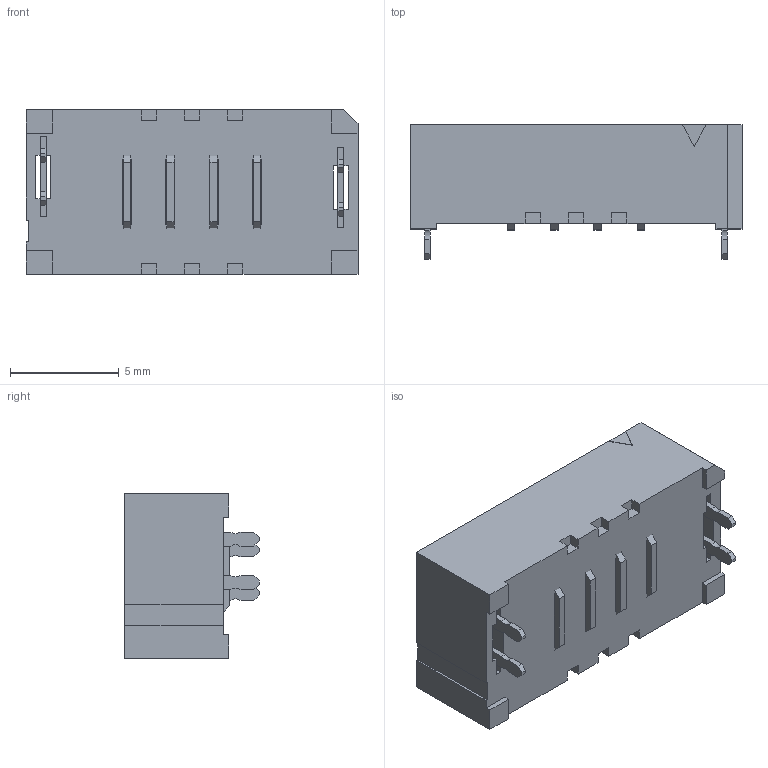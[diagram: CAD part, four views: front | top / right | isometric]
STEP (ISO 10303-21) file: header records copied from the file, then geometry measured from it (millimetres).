
FILE_DESCRIPTION( ( 'STEP AP203' ), '1' );
FILE_NAME( 'UMPT-04-01.5-T-VT-SM-WT.stp', '2020-12-23T10:45:28', ( 'License CC BY-ND 4.0' ), ( 'CADENAS' ), ' ', 'PARTsolutions', ' ' );
FILE_SCHEMA( ( 'CONFIG_CONTROL_DESIGN' ) );
Length unit declared in the file: millimetre
Products named in the file (3): UMPT-04-01.5-T-VT-SM-WT; _04-01.5--WT_BODY; _UMPT-04-01.5-SM-_PINS
Assembly tree (2 placements, depth 2):
  UMPT-04-01.5-T-VT-SM-WT
    _04-01.5--WT_BODY
    _UMPT-04-01.5-SM-_PINS
Bounding box: 15.3 x 6.2 x 7.6 mm (x, y, z)
Volume: 244.4 mm3; surface area: 895.3 mm2
Topology: 2 solids, 2 shells, 227 faces, 648 edges, 432 vertices
Faces by surface type: plane 219, cylinder 8
Entity records: 7398 total; most frequent: CARTESIAN_POINT 1310, ORIENTED_EDGE 1296, DIRECTION 1124, EDGE_CURVE 648, LINE 632, VECTOR 632, VERTEX_POINT 432, EDGE_LOOP 250
